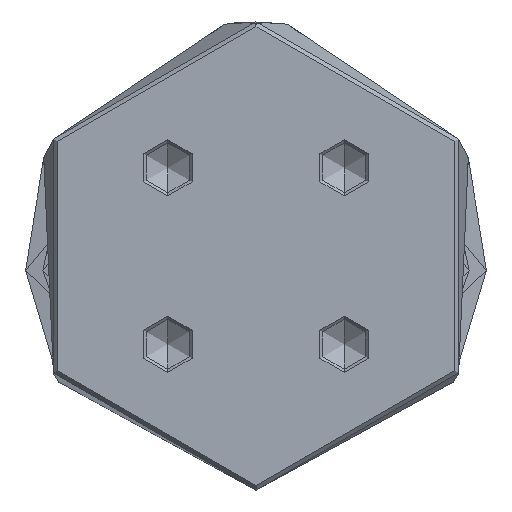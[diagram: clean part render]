
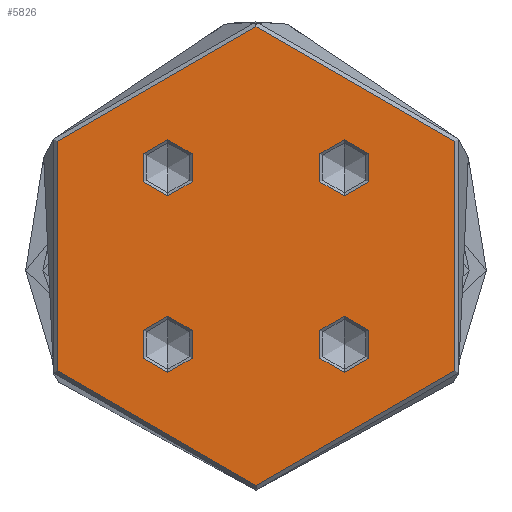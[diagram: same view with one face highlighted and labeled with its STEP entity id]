
A CAD part, front view. The second image highlights one B-rep face of the part: STEP entity #5826.
In plain terms, the highlighted face is planar.
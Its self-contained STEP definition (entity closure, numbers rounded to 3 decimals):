
#28 = CARTESIAN_POINT ( 'NONE',  ( -14.142, -14.142, 0. ) ) ;
#32 = VERTEX_POINT ( 'NONE', #1618 ) ;
#46 = EDGE_CURVE ( 'NONE', #1550, #4809, #6988, .T. ) ;
#59 = DIRECTION ( 'NONE',  ( 0., 0., 1. ) ) ;
#145 = EDGE_CURVE ( 'NONE', #1755, #2439, #6242, .T. ) ;
#163 = ORIENTED_EDGE ( 'NONE', *, *, #6791, .F. ) ;
#164 = DIRECTION ( 'NONE',  ( -1., 0., 0. ) ) ;
#211 = ORIENTED_EDGE ( 'NONE', *, *, #4308, .F. ) ;
#347 = AXIS2_PLACEMENT_3D ( 'NONE', #2588, #2639, #2691 ) ;
#409 = FACE_BOUND ( 'NONE', #6992, .T. ) ;
#569 = CARTESIAN_POINT ( 'NONE',  ( 18.642, 14.142, 0. ) ) ;
#668 = CARTESIAN_POINT ( 'NONE',  ( -18.642, 14.142, 0. ) ) ;
#720 = DIRECTION ( 'NONE',  ( 0., 0., -1. ) ) ;
#728 = ORIENTED_EDGE ( 'NONE', *, *, #4512, .T. ) ;
#753 = EDGE_LOOP ( 'NONE', ( #163, #2872 ) ) ;
#1007 = FACE_OUTER_BOUND ( 'NONE', #2966, .T. ) ;
#1118 = CARTESIAN_POINT ( 'NONE',  ( 14.142, 14.142, 0. ) ) ;
#1254 = DIRECTION ( 'NONE',  ( 0., 0., 1. ) ) ;
#1287 = DIRECTION ( 'NONE',  ( 1., 0., 0. ) ) ;
#1385 = DIRECTION ( 'NONE',  ( 0., 0., 1. ) ) ;
#1462 = CARTESIAN_POINT ( 'NONE',  ( 0., 0., 0. ) ) ;
#1482 = AXIS2_PLACEMENT_3D ( 'NONE', #1523, #5882, #2121 ) ;
#1523 = CARTESIAN_POINT ( 'NONE',  ( 0., 0., 0. ) ) ;
#1550 = VERTEX_POINT ( 'NONE', #2939 ) ;
#1618 = CARTESIAN_POINT ( 'NONE',  ( 18.642, -14.142, 0. ) ) ;
#1740 = DIRECTION ( 'NONE',  ( 1., 0., 0. ) ) ;
#1755 = VERTEX_POINT ( 'NONE', #7613 ) ;
#1819 = VERTEX_POINT ( 'NONE', #6573 ) ;
#1870 = CARTESIAN_POINT ( 'NONE',  ( -18.642, -14.142, 0. ) ) ;
#1937 = DIRECTION ( 'NONE',  ( 0., 0., 1. ) ) ;
#2037 = FACE_BOUND ( 'NONE', #7330, .T. ) ;
#2062 = EDGE_CURVE ( 'NONE', #3933, #2369, #3438, .T. ) ;
#2121 = DIRECTION ( 'NONE',  ( 1., 0., 0. ) ) ;
#2176 = DIRECTION ( 'NONE',  ( 0., 0., -1. ) ) ;
#2369 = VERTEX_POINT ( 'NONE', #6617 ) ;
#2439 = VERTEX_POINT ( 'NONE', #1870 ) ;
#2577 = DIRECTION ( 'NONE',  ( 0., 0., -1. ) ) ;
#2588 = CARTESIAN_POINT ( 'NONE',  ( -14.142, 14.142, 0. ) ) ;
#2639 = DIRECTION ( 'NONE',  ( 0., 0., -1. ) ) ;
#2645 = ORIENTED_EDGE ( 'NONE', *, *, #5832, .F. ) ;
#2691 = DIRECTION ( 'NONE',  ( -1., 0., 0. ) ) ;
#2789 = AXIS2_PLACEMENT_3D ( 'NONE', #1118, #5457, #1740 ) ;
#2872 = ORIENTED_EDGE ( 'NONE', *, *, #145, .F. ) ;
#2939 = CARTESIAN_POINT ( 'NONE',  ( 36.75, 0., 0. ) ) ;
#2966 = EDGE_LOOP ( 'NONE', ( #4238, #5689 ) ) ;
#3066 = ORIENTED_EDGE ( 'NONE', *, *, #2062, .T. ) ;
#3075 = AXIS2_PLACEMENT_3D ( 'NONE', #28, #59, #164 ) ;
#3085 = DIRECTION ( 'NONE',  ( -1., 0., 0. ) ) ;
#3337 = ORIENTED_EDGE ( 'NONE', *, *, #4104, .T. ) ;
#3438 = CIRCLE ( 'NONE', #347, 4.5 ) ;
#3530 = CIRCLE ( 'NONE', #4605, 4.5 ) ;
#3542 = CIRCLE ( 'NONE', #2789, 4.5 ) ;
#3719 = FACE_BOUND ( 'NONE', #3738, .T. ) ;
#3738 = EDGE_LOOP ( 'NONE', ( #211, #2645 ) ) ;
#3838 = ORIENTED_EDGE ( 'NONE', *, *, #6836, .T. ) ;
#3933 = VERTEX_POINT ( 'NONE', #668 ) ;
#4104 = EDGE_CURVE ( 'NONE', #4549, #32, #7746, .T. ) ;
#4238 = ORIENTED_EDGE ( 'NONE', *, *, #4933, .T. ) ;
#4308 = EDGE_CURVE ( 'NONE', #4456, #1819, #3542, .T. ) ;
#4449 = CARTESIAN_POINT ( 'NONE',  ( -14.142, 14.142, 0. ) ) ;
#4456 = VERTEX_POINT ( 'NONE', #569 ) ;
#4464 = CARTESIAN_POINT ( 'NONE',  ( 9.642, -14.142, 0. ) ) ;
#4512 = EDGE_CURVE ( 'NONE', #32, #4549, #6906, .T. ) ;
#4549 = VERTEX_POINT ( 'NONE', #4464 ) ;
#4605 = AXIS2_PLACEMENT_3D ( 'NONE', #4946, #1254, #5587 ) ;
#4809 = VERTEX_POINT ( 'NONE', #6386 ) ;
#4924 = DIRECTION ( 'NONE',  ( 0., 0., -1. ) ) ;
#4933 = EDGE_CURVE ( 'NONE', #4809, #1550, #7293, .T. ) ;
#4945 = CIRCLE ( 'NONE', #5275, 4.5 ) ;
#4946 = CARTESIAN_POINT ( 'NONE',  ( 14.142, 14.142, 0. ) ) ;
#5020 = AXIS2_PLACEMENT_3D ( 'NONE', #6777, #4924, #3085 ) ;
#5064 = DIRECTION ( 'NONE',  ( -1., 0., 0. ) ) ;
#5275 = AXIS2_PLACEMENT_3D ( 'NONE', #5682, #1937, #6304 ) ;
#5457 = DIRECTION ( 'NONE',  ( 0., 0., 1. ) ) ;
#5587 = DIRECTION ( 'NONE',  ( 1., 0., 0. ) ) ;
#5682 = CARTESIAN_POINT ( 'NONE',  ( -14.142, -14.142, 0. ) ) ;
#5689 = ORIENTED_EDGE ( 'NONE', *, *, #46, .T. ) ;
#5703 = AXIS2_PLACEMENT_3D ( 'NONE', #4449, #720, #5064 ) ;
#5826 = ADVANCED_FACE ( 'NONE', ( #6993, #409, #2037, #3719, #1007 ), #6194, .F. ) ;
#5832 = EDGE_CURVE ( 'NONE', #1819, #4456, #3530, .T. ) ;
#5856 = AXIS2_PLACEMENT_3D ( 'NONE', #6318, #2577, #6903 ) ;
#5882 = DIRECTION ( 'NONE',  ( 0., 0., 1. ) ) ;
#5930 = CARTESIAN_POINT ( 'NONE',  ( 14.142, -14.142, 0. ) ) ;
#6194 = PLANE ( 'NONE',  #5020 ) ;
#6242 = CIRCLE ( 'NONE', #3075, 4.5 ) ;
#6280 = AXIS2_PLACEMENT_3D ( 'NONE', #5930, #2176, #6540 ) ;
#6304 = DIRECTION ( 'NONE',  ( -1., 0., 0. ) ) ;
#6318 = CARTESIAN_POINT ( 'NONE',  ( 14.142, -14.142, 0. ) ) ;
#6386 = CARTESIAN_POINT ( 'NONE',  ( -36.75, 0., 0. ) ) ;
#6540 = DIRECTION ( 'NONE',  ( 1., 0., 0. ) ) ;
#6573 = CARTESIAN_POINT ( 'NONE',  ( 9.642, 14.142, 0. ) ) ;
#6617 = CARTESIAN_POINT ( 'NONE',  ( -9.642, 14.142, 0. ) ) ;
#6777 = CARTESIAN_POINT ( 'NONE',  ( 0., 0., 0. ) ) ;
#6791 = EDGE_CURVE ( 'NONE', #2439, #1755, #4945, .T. ) ;
#6836 = EDGE_CURVE ( 'NONE', #2369, #3933, #7982, .T. ) ;
#6903 = DIRECTION ( 'NONE',  ( 1., 0., 0. ) ) ;
#6906 = CIRCLE ( 'NONE', #5856, 4.5 ) ;
#6988 = CIRCLE ( 'NONE', #7294, 36.75 ) ;
#6992 = EDGE_LOOP ( 'NONE', ( #3066, #3838 ) ) ;
#6993 = FACE_BOUND ( 'NONE', #753, .T. ) ;
#7293 = CIRCLE ( 'NONE', #1482, 36.75 ) ;
#7294 = AXIS2_PLACEMENT_3D ( 'NONE', #1462, #1385, #1287 ) ;
#7330 = EDGE_LOOP ( 'NONE', ( #728, #3337 ) ) ;
#7613 = CARTESIAN_POINT ( 'NONE',  ( -9.642, -14.142, 0. ) ) ;
#7746 = CIRCLE ( 'NONE', #6280, 4.5 ) ;
#7982 = CIRCLE ( 'NONE', #5703, 4.5 ) ;
